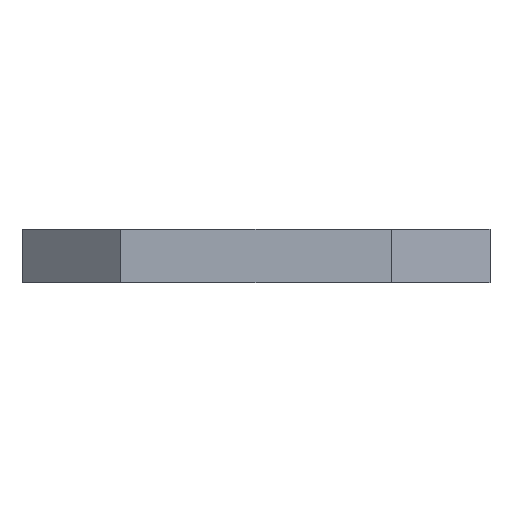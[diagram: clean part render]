
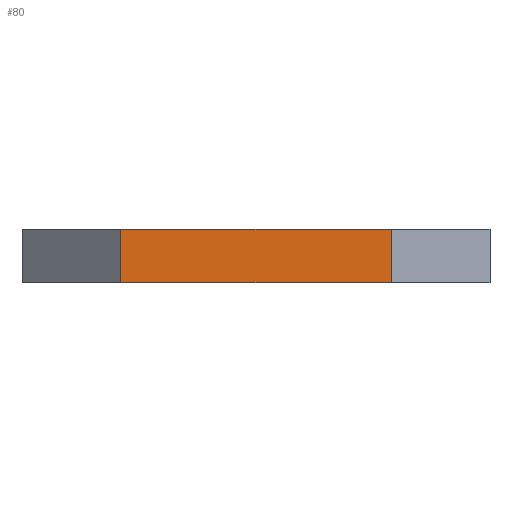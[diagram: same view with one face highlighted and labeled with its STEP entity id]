
A CAD part, front view. The second image highlights one B-rep face of the part: STEP entity #80.
In plain terms, the highlighted planar face has unit normal (0, -1, 0).
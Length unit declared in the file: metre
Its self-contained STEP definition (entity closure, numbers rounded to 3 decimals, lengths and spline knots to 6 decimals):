
#80=ADVANCED_FACE('691:55',(#183),#184,.T.);
#183=FACE_OUTER_BOUND('',#298,.T.);
#184=PLANE('',#299);
#298=EDGE_LOOP('',(#600,#601,#602,#603));
#299=AXIS2_PLACEMENT_3D('',#604,#605,#606);
#600=ORIENTED_EDGE('',*,*,#805,.T.);
#601=ORIENTED_EDGE('',*,*,#777,.T.);
#602=ORIENTED_EDGE('',*,*,#806,.F.);
#603=ORIENTED_EDGE('',*,*,#798,.T.);
#604=CARTESIAN_POINT('',(-0.003587,-0.051737,0.125453));
#605=DIRECTION('',(0.,-1.0,0.0));
#606=DIRECTION('',(1.0,0.,0.0));
#777=EDGE_CURVE('691:181',#955,#967,#969,.F.);
#798=EDGE_CURVE('691:244',#993,#991,#994,.T.);
#805=EDGE_CURVE('691:265',#991,#955,#1005,.T.);
#806=EDGE_CURVE('691:268',#993,#967,#1006,.T.);
#955=VERTEX_POINT('',#1195);
#967=VERTEX_POINT('',#1213);
#969=LINE('',#1216,#1217);
#991=VERTEX_POINT('',#1240);
#993=VERTEX_POINT('',#1243);
#994=LINE('',#1244,#1245);
#1005=LINE('',#1262,#1263);
#1006=LINE('',#1264,#1265);
#1195=CARTESIAN_POINT('',(0.009113,-0.051737,0.130453));
#1213=CARTESIAN_POINT('',(-0.016287,-0.051737,0.130453));
#1216=CARTESIAN_POINT('',(0.002579,-0.051737,0.130453));
#1217=VECTOR('',#1437,1.0);
#1240=CARTESIAN_POINT('',(0.009113,-0.051737,0.125453));
#1243=CARTESIAN_POINT('',(-0.016287,-0.051737,0.125453));
#1244=CARTESIAN_POINT('',(-0.016287,-0.051737,0.125453));
#1245=VECTOR('',#1494,1.0);
#1262=CARTESIAN_POINT('',(0.009113,-0.051737,0.125453));
#1263=VECTOR('',#1501,1.0);
#1264=CARTESIAN_POINT('',(-0.016287,-0.051737,0.125453));
#1265=VECTOR('',#1502,1.0);
#1437=DIRECTION('',(1.0,0.,0.0));
#1494=DIRECTION('',(1.0,0.,0.0));
#1501=DIRECTION('',(0.0,0.0,1.0));
#1502=DIRECTION('',(0.0,0.0,1.0));
